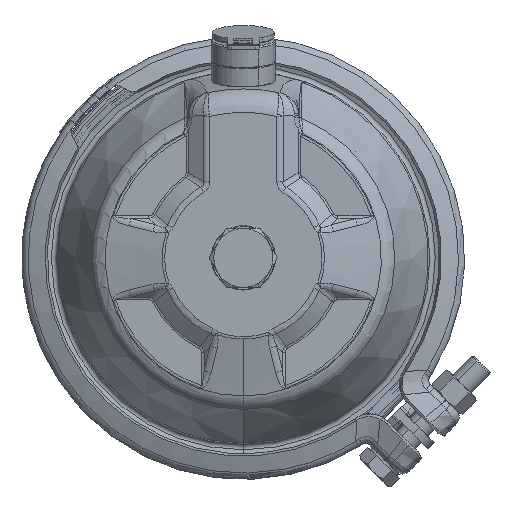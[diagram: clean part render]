
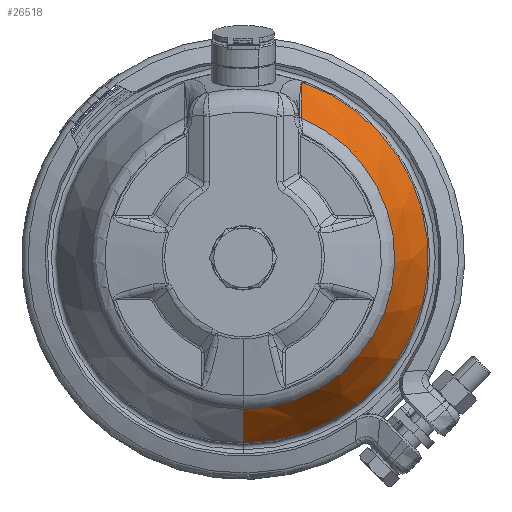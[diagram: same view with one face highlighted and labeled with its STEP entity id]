
A CAD part, front view. The second image highlights one B-rep face of the part: STEP entity #26518.
In plain terms, the highlighted conical face has half-angle 26 degrees and reference radius 62.689 mm.
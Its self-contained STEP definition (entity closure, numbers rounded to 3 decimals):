
#21199=CARTESIAN_POINT('',(0.,15.141,0.));
#21200=DIRECTION('',(0.,-1.,0.));
#21201=DIRECTION('',(-0.323,0.,0.947));
#21202=AXIS2_PLACEMENT_3D('',#21199,#21200,#21201);
#21238=CARTESIAN_POINT('',(-21.872,15.514,
65.19));
#21239=CARTESIAN_POINT('',(-21.847,23.998,
60.834));
#21240=CARTESIAN_POINT('',(-21.818,32.443,
56.459));
#21241=CARTESIAN_POINT('',(-21.781,40.788,
52.062));
#21243=CARTESIAN_POINT('',(-22.246,15.141,
65.256));
#21244=CARTESIAN_POINT('',(-22.19,15.181,
65.254));
#21245=CARTESIAN_POINT('',(-22.089,15.261,
65.248));
#21246=CARTESIAN_POINT('',(-21.965,15.383,
65.226));
#21247=CARTESIAN_POINT('',(-21.899,15.469,
65.204));
#21248=CARTESIAN_POINT('',(-21.872,15.514,
65.19));
#21250=CARTESIAN_POINT('',(-21.872,15.514,
65.19));
#21270=CARTESIAN_POINT('',(-21.781,40.788,
52.062));
#21358=CARTESIAN_POINT('',(0.,40.788,0.));
#21359=DIRECTION('',(0.,1.,0.));
#21360=DIRECTION('',(0.,0.,-1.));
#21361=AXIS2_PLACEMENT_3D('',#21358,#21359,#21360);
#21758=DIRECTION('',(0.,0.899,0.438));
#21759=VECTOR('',#21758,28.534);
#21760=CARTESIAN_POINT('',(0.,15.141,-68.943));
#21761=LINE('',#21760,#21759);
#25866=CARTESIAN_POINT('',(0.,15.141,-68.943));
#25867=VERTEX_POINT('',#25866);
#25869=CARTESIAN_POINT('',(0.,40.788,-56.435));
#25870=VERTEX_POINT('',#25869);
#25985=VERTEX_POINT('',#21250);
#25986=VERTEX_POINT('',#21243);
#26398=VERTEX_POINT('',#21270);
#26502=CARTESIAN_POINT('',(0.,27.965,0.));
#26503=DIRECTION('',(0.,-1.,0.));
#26504=DIRECTION('',(0.,0.,1.));
#26505=AXIS2_PLACEMENT_3D('',#26502,#26503,#26504);
#26506=CONICAL_SURFACE('',#26505,62.689,26.);
#26508=ORIENTED_EDGE('',*,*,#26507,.F.);
#26510=ORIENTED_EDGE('',*,*,#26509,.F.);
#26511=ORIENTED_EDGE('',*,*,#26484,.T.);
#26513=ORIENTED_EDGE('',*,*,#26512,.T.);
#26515=ORIENTED_EDGE('',*,*,#26514,.T.);
#26516=EDGE_LOOP('',(#26508,#26510,#26511,#26513,#26515));
#26517=FACE_OUTER_BOUND('',#26516,.F.);
#21203=CIRCLE('',#21202,68.943);
#21242=B_SPLINE_CURVE_WITH_KNOTS('',3,(#21238,#21239,#21240,#21241),
.UNSPECIFIED.,.F.,.F.,(4,4),(0.,1.),.UNSPECIFIED.);
#21249=B_SPLINE_CURVE_WITH_KNOTS('',3,(#21243,#21244,#21245,#21246,#21247,
#21248),.UNSPECIFIED.,.F.,.F.,(4,1,1,4),(0.,0.333,
0.667,1.),.UNSPECIFIED.);
#21362=CIRCLE('',#21361,56.435);
#26484=EDGE_CURVE('',#25986,#25867,#21203,.T.);
#26507=EDGE_CURVE('',#25985,#26398,#21242,.T.);
#26509=EDGE_CURVE('',#25986,#25985,#21249,.T.);
#26512=EDGE_CURVE('',#25867,#25870,#21761,.T.);
#26514=EDGE_CURVE('',#25870,#26398,#21362,.T.);
#26518=ADVANCED_FACE('',(#26517),#26506,.T.);
